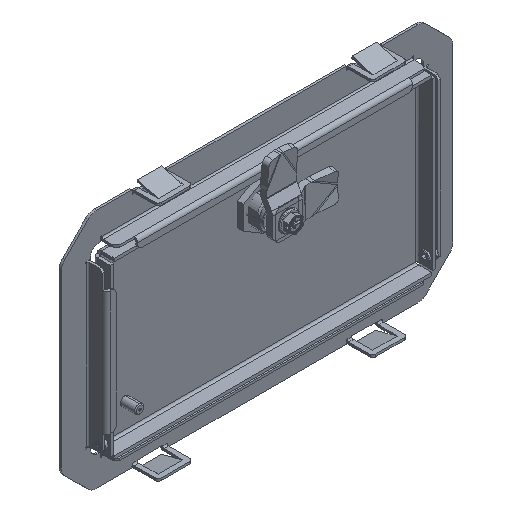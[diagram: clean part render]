
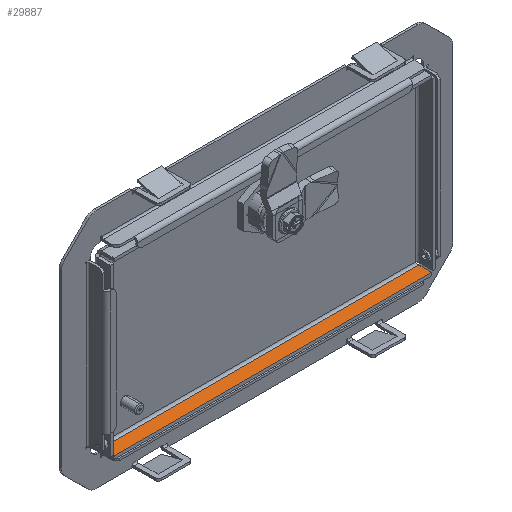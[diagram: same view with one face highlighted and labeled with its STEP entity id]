
A CAD part, isometric view. The second image highlights one B-rep face of the part: STEP entity #29887.
In plain terms, the highlighted face is planar.
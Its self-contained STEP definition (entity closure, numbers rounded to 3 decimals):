
#206 = EDGE_CURVE ( 'NONE', #1092, #23768, #26116, .T. ) ;
#1092 = VERTEX_POINT ( 'NONE', #7912 ) ;
#1369 = ORIENTED_EDGE ( 'NONE', *, *, #20197, .F. ) ;
#2166 = CARTESIAN_POINT ( 'NONE',  ( -56., 105.793, -2. ) ) ;
#2498 = CARTESIAN_POINT ( 'NONE',  ( -56., 0., 0. ) ) ;
#2851 = VERTEX_POINT ( 'NONE', #10447 ) ;
#3137 = EDGE_LOOP ( 'NONE', ( #11556, #31406, #1369, #12977 ) ) ;
#3670 = DIRECTION ( 'NONE',  ( 0., -1., 0. ) ) ;
#5198 = FACE_OUTER_BOUND ( 'NONE', #3137, .T. ) ;
#7263 = DIRECTION ( 'NONE',  ( 0., 0., 1. ) ) ;
#7912 = CARTESIAN_POINT ( 'NONE',  ( -56., 105.793, -3.5 ) ) ;
#8070 = CARTESIAN_POINT ( 'NONE',  ( -56., -105.793, -2. ) ) ;
#8237 = DIRECTION ( 'NONE',  ( 0., 0., 1. ) ) ;
#9078 = CARTESIAN_POINT ( 'NONE',  ( -56., -105.793, -12. ) ) ;
#10447 = CARTESIAN_POINT ( 'NONE',  ( -56., 105.793, -12. ) ) ;
#11239 = EDGE_CURVE ( 'NONE', #2851, #26771, #29297, .T. ) ;
#11556 = ORIENTED_EDGE ( 'NONE', *, *, #20992, .T. ) ;
#11736 = AXIS2_PLACEMENT_3D ( 'NONE', #2498, #14981, #12707 ) ;
#12707 = DIRECTION ( 'NONE',  ( 0., 0., -1. ) ) ;
#12977 = ORIENTED_EDGE ( 'NONE', *, *, #11239, .T. ) ;
#14981 = DIRECTION ( 'NONE',  ( 1., 0., 0. ) ) ;
#15947 = LINE ( 'NONE', #8070, #30135 ) ;
#18299 = DIRECTION ( 'NONE',  ( 0., -1., 0. ) ) ;
#20197 = EDGE_CURVE ( 'NONE', #2851, #1092, #26475, .T. ) ;
#20992 = EDGE_CURVE ( 'NONE', #26771, #23768, #15947, .T. ) ;
#21855 = PLANE ( 'NONE',  #11736 ) ;
#21935 = VECTOR ( 'NONE', #7263, 1000. ) ;
#23768 = VERTEX_POINT ( 'NONE', #25992 ) ;
#25103 = VECTOR ( 'NONE', #18299, 1000. ) ;
#25641 = VECTOR ( 'NONE', #3670, 1000. ) ;
#25908 = CARTESIAN_POINT ( 'NONE',  ( -56., -108.5, -12. ) ) ;
#25992 = CARTESIAN_POINT ( 'NONE',  ( -56., -105.793, -3.5 ) ) ;
#26116 = LINE ( 'NONE', #28503, #25103 ) ;
#26475 = LINE ( 'NONE', #2166, #21935 ) ;
#26771 = VERTEX_POINT ( 'NONE', #9078 ) ;
#28503 = CARTESIAN_POINT ( 'NONE',  ( -56., 105.793, -3.5 ) ) ;
#29297 = LINE ( 'NONE', #25908, #25641 ) ;
#29887 = ADVANCED_FACE ( 'NONE', ( #5198 ), #21855, .F. ) ;
#30135 = VECTOR ( 'NONE', #8237, 1000. ) ;
#31406 = ORIENTED_EDGE ( 'NONE', *, *, #206, .F. ) ;
